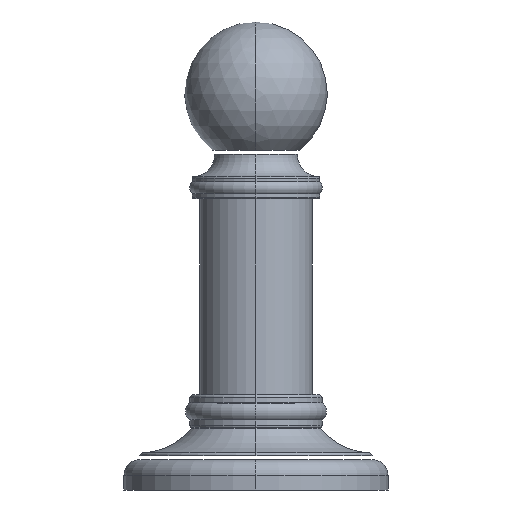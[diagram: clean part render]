
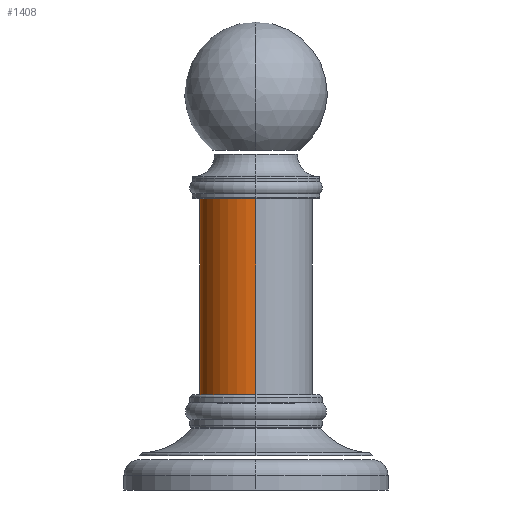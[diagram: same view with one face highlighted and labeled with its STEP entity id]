
A CAD part, left-side view. The second image highlights one B-rep face of the part: STEP entity #1408.
In plain terms, the highlighted cylindrical face has radius 10.8 mm (diameter 21.6 mm), a partial arc.
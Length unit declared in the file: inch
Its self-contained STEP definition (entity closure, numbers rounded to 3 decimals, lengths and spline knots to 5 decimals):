
#1122=CARTESIAN_POINT('',(0.,0.,2.20472));
#1123=DIRECTION('',(0.,0.,1.));
#1124=DIRECTION('',(1.,0.,0.));
#1125=AXIS2_PLACEMENT_3D('',#1122,#1123,#1124);
#1127=DIRECTION('',(0.,0.,-1.));
#1128=VECTOR('',#1127,1.54921);
#1129=CARTESIAN_POINT('',(-0.4252,0.,2.20472));
#1130=LINE('',#1129,#1128);
#1131=CARTESIAN_POINT('',(0.,0.,0.65551));
#1132=DIRECTION('',(0.,0.,-1.));
#1133=DIRECTION('',(-1.,0.,0.));
#1134=AXIS2_PLACEMENT_3D('',#1131,#1132,#1133);
#1136=DIRECTION('',(0.,0.,1.));
#1137=VECTOR('',#1136,1.54921);
#1138=CARTESIAN_POINT('',(0.4252,0.,0.65551));
#1139=LINE('',#1138,#1137);
#1339=CARTESIAN_POINT('',(-0.4252,0.,0.65551));
#1340=CARTESIAN_POINT('',(0.4252,0.,0.65551));
#1341=VERTEX_POINT('',#1339);
#1342=VERTEX_POINT('',#1340);
#1351=CARTESIAN_POINT('',(0.4252,0.,2.20472));
#1352=CARTESIAN_POINT('',(-0.4252,0.,2.20472));
#1353=VERTEX_POINT('',#1351);
#1354=VERTEX_POINT('',#1352);
#1393=CARTESIAN_POINT('',(0.,0.,0.72835));
#1394=DIRECTION('',(0.,0.,1.));
#1395=DIRECTION('',(1.,0.,0.));
#1396=AXIS2_PLACEMENT_3D('',#1393,#1394,#1395);
#1397=CYLINDRICAL_SURFACE('',#1396,0.4252);
#1399=ORIENTED_EDGE('',*,*,#1398,.T.);
#1401=ORIENTED_EDGE('',*,*,#1400,.T.);
#1403=ORIENTED_EDGE('',*,*,#1402,.T.);
#1405=ORIENTED_EDGE('',*,*,#1404,.T.);
#1406=EDGE_LOOP('',(#1399,#1401,#1403,#1405));
#1407=FACE_OUTER_BOUND('',#1406,.F.);
#1408=ADVANCED_FACE('',(#1407),#1397,.T.);
#1126=CIRCLE('',#1125,0.4252);
#1135=CIRCLE('',#1134,0.4252);
#1398=EDGE_CURVE('',#1353,#1354,#1126,.T.);
#1400=EDGE_CURVE('',#1354,#1341,#1130,.T.);
#1402=EDGE_CURVE('',#1341,#1342,#1135,.T.);
#1404=EDGE_CURVE('',#1342,#1353,#1139,.T.);
